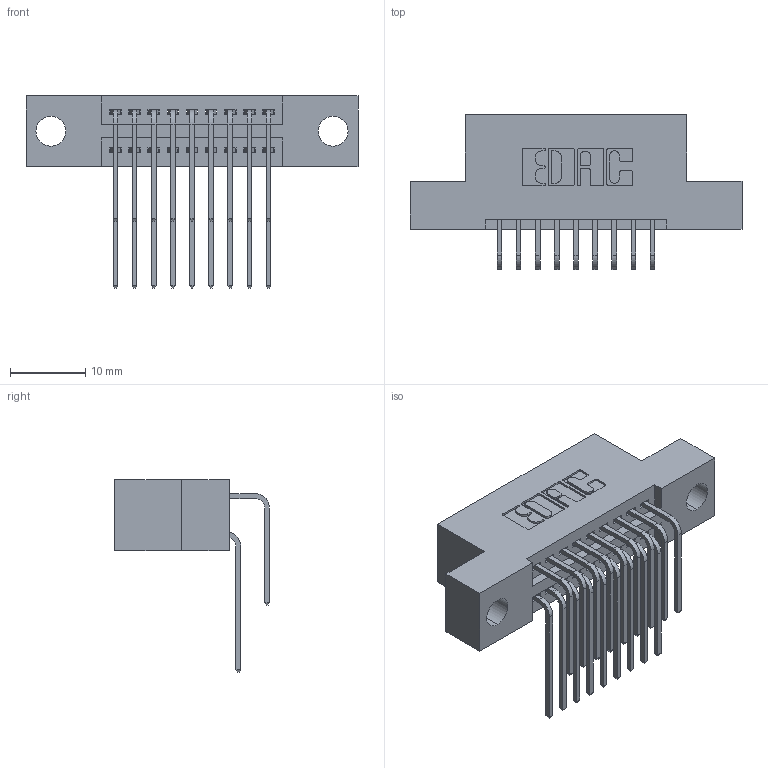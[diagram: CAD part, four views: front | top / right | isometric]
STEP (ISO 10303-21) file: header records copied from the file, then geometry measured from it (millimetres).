
FILE_DESCRIPTION (( 'STEP AP203' ), '1' );
FILE_NAME ('395-018-559-204.STEP', '2021-06-14T18:42:14', ( '' ), ( '' ), 'SwSTEP 2.0', 'SolidWorks 2020', '' );
FILE_SCHEMA (( 'CONFIG_CONTROL_DESIGN' ));
Length unit declared in the file: inch
Products named in the file (4): 345-292-001_558 559 Tail - 1; 345 Part_Flush Mounting Lugs - 0.156 Dia-TI; 345-292-001_559 Tail - 2; 395-018-559-204
Assembly tree (19 placements, depth 2):
  395-018-559-204
    345 Part_Flush Mounting Lugs - 0.156 Dia-TI
    345-292-001_558 559 Tail - 1  x9
    345-292-001_559 Tail - 2  x9
Bounding box: 44.07 x 20.56 x 25.53 mm (x, y, z)
Volume: 3972.5 mm3; surface area: 5572.7 mm2
Topology: 19 solids, 19 shells, 1076 faces, 3167 edges, 2086 vertices
Faces by surface type: plane 724, cylinder 352
Entity records: 13575 total; most frequent: CARTESIAN_POINT 2357, ORIENTED_EDGE 2238, DIRECTION 2091, EDGE_CURVE 1119, VECTOR 911, LINE 911, VERTEX_POINT 742, AXIS2_PLACEMENT_3D 590
